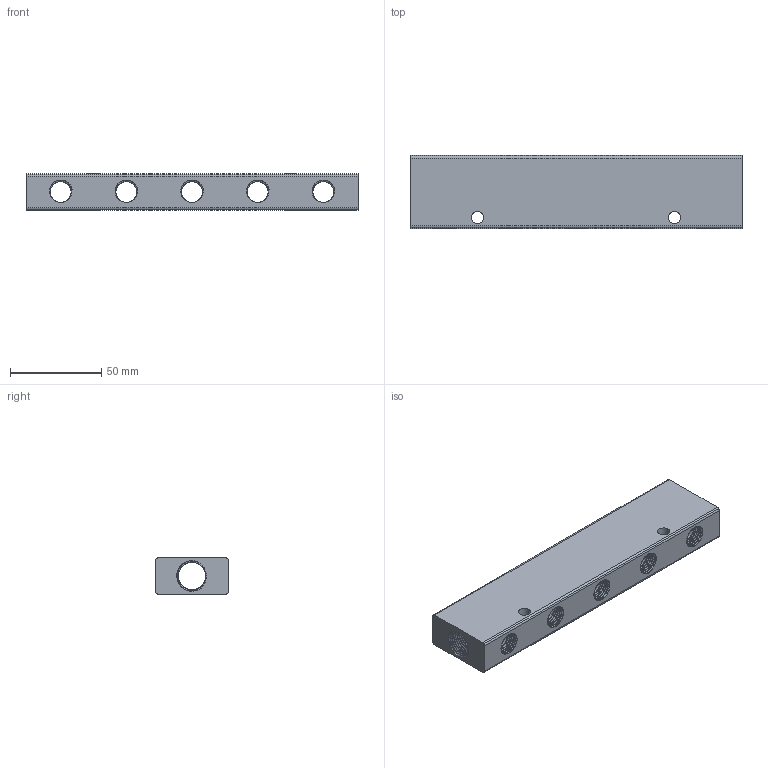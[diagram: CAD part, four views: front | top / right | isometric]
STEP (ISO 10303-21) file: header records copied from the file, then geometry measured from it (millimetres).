
FILE_DESCRIPTION(( 'RA.57.514.38.stp' ), '1');
FILE_NAME( 'RA.57.514.38.stp', '2018-10-12T11:00:48',( 'Sopra'),('sopra-pneumatic.com'), 'SwSTEP 2.0','SolidWorks 2009','' );
FILE_SCHEMA(('CONFIG_CONTROL_DESIGN'));
Length unit declared in the file: millimetre
Products named in the file (2): AU_025_1; PART1
Assembly tree (1 placements, depth 2):
  AU_025_1
    PART1
Bounding box: 182 x 40 x 20 mm (x, y, z)
Volume: 96864.5 mm3; surface area: 37625.9 mm2
Topology: 1 solids, 1 shells, 248 faces, 748 edges, 502 vertices
Faces by surface type: cylinder 170, bspline 60, plane 18
Entity records: 72911 total; most frequent: CARTESIAN_POINT 67108, ORIENTED_EDGE 1496, EDGE_CURVE 748, DIRECTION 710, VERTEX_POINT 502, B_SPLINE_CURVE_WITH_KNOTS 492, EDGE_LOOP 274, AXIS2_PLACEMENT_3D 264
